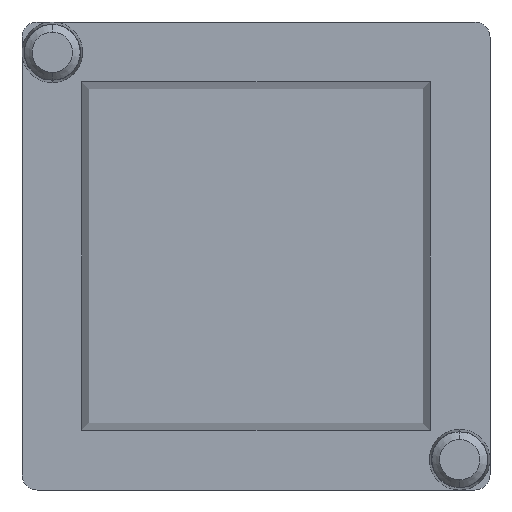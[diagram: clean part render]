
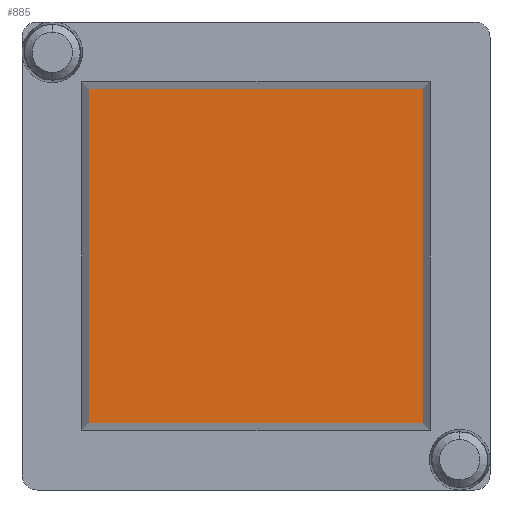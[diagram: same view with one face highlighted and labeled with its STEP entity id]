
A CAD part, front view. The second image highlights one B-rep face of the part: STEP entity #885.
In plain terms, the highlighted planar face has unit normal (0, -1, 0).
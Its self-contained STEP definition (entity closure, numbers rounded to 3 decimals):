
#17 = CARTESIAN_POINT ( 'NONE',  ( -1.677, 2.067, -1.677 ) ) ;
#20 = LINE ( 'NONE', #999, #32 ) ;
#32 = VECTOR ( 'NONE', #431, 1000. ) ;
#41 = LINE ( 'NONE', #665, #48 ) ;
#48 = VECTOR ( 'NONE', #152, 1000. ) ;
#101 = FACE_OUTER_BOUND ( 'NONE', #441, .T. ) ;
#103 = AXIS2_PLACEMENT_3D ( 'NONE', #869, #557, #549 ) ;
#118 = VECTOR ( 'NONE', #525, 1000. ) ;
#124 = LINE ( 'NONE', #464, #118 ) ;
#152 = DIRECTION ( 'NONE',  ( -1., 0., 0. ) ) ;
#157 = VECTOR ( 'NONE', #314, 1000. ) ;
#165 = LINE ( 'NONE', #725, #157 ) ;
#228 = EDGE_CURVE ( 'NONE', #714, #669, #165, .T. ) ;
#240 = CARTESIAN_POINT ( 'NONE',  ( 1.677, 2.067, 1.677 ) ) ;
#299 = CARTESIAN_POINT ( 'NONE',  ( -1.677, 2.067, 1.677 ) ) ;
#305 = VERTEX_POINT ( 'NONE', #299 ) ;
#314 = DIRECTION ( 'NONE',  ( 0., 0., 1. ) ) ;
#336 = EDGE_CURVE ( 'NONE', #305, #632, #124, .T. ) ;
#426 = ORIENTED_EDGE ( 'NONE', *, *, #336, .T. ) ;
#431 = DIRECTION ( 'NONE',  ( 1., 0., 0. ) ) ;
#441 = EDGE_LOOP ( 'NONE', ( #426, #912, #1053, #856 ) ) ;
#464 = CARTESIAN_POINT ( 'NONE',  ( -1.677, 2.067, 0. ) ) ;
#525 = DIRECTION ( 'NONE',  ( 0., 0., -1. ) ) ;
#549 = DIRECTION ( 'NONE',  ( 0., 0., -1. ) ) ;
#550 = EDGE_CURVE ( 'NONE', #669, #305, #41, .T. ) ;
#557 = DIRECTION ( 'NONE',  ( 0., -1., 0. ) ) ;
#565 = PLANE ( 'NONE',  #103 ) ;
#603 = EDGE_CURVE ( 'NONE', #632, #714, #20, .T. ) ;
#632 = VERTEX_POINT ( 'NONE', #17 ) ;
#665 = CARTESIAN_POINT ( 'NONE',  ( 0., 2.067, 1.677 ) ) ;
#669 = VERTEX_POINT ( 'NONE', #240 ) ;
#714 = VERTEX_POINT ( 'NONE', #750 ) ;
#725 = CARTESIAN_POINT ( 'NONE',  ( 1.677, 2.067, 0. ) ) ;
#750 = CARTESIAN_POINT ( 'NONE',  ( 1.677, 2.067, -1.677 ) ) ;
#856 = ORIENTED_EDGE ( 'NONE', *, *, #550, .T. ) ;
#869 = CARTESIAN_POINT ( 'NONE',  ( 0., 2.067, 0. ) ) ;
#885 = ADVANCED_FACE ( 'NONE', ( #101 ), #565, .T. ) ;
#912 = ORIENTED_EDGE ( 'NONE', *, *, #603, .T. ) ;
#999 = CARTESIAN_POINT ( 'NONE',  ( 0., 2.067, -1.677 ) ) ;
#1053 = ORIENTED_EDGE ( 'NONE', *, *, #228, .T. ) ;
